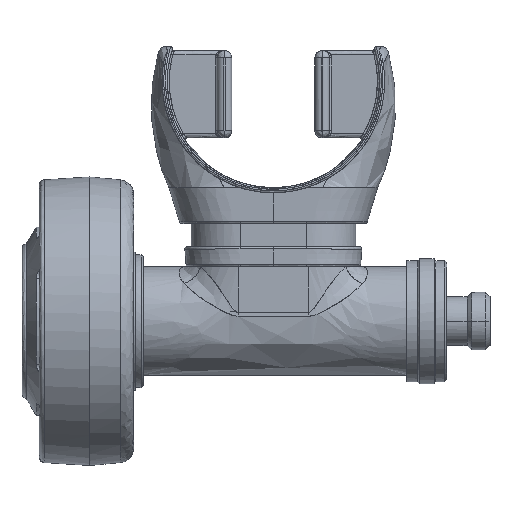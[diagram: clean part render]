
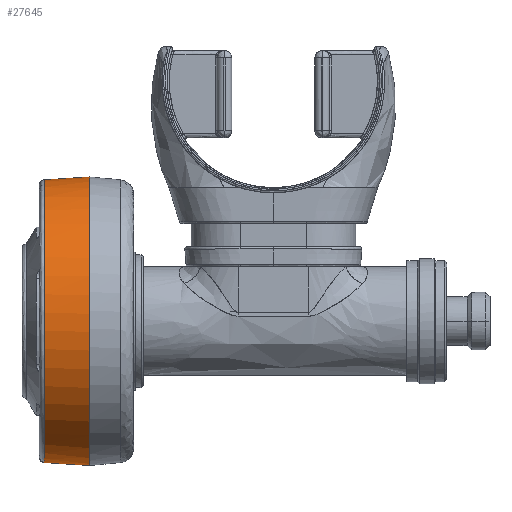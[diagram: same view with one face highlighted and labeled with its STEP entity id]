
A CAD part, front view. The second image highlights one B-rep face of the part: STEP entity #27645.
In plain terms, the highlighted free-form (B-spline) face has degree [2, 1] with [5, 2] control points.
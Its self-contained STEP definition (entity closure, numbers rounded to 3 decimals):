
#27645 = ADVANCED_FACE('',(#27646),#27682,.T.);
#27646 = FACE_BOUND('',#27647,.T.);
#27647 = EDGE_LOOP('',(#27648,#27660,#27667,#27677));
#27648 = ORIENTED_EDGE('',*,*,#27649,.F.);
#27649 = EDGE_CURVE('',#27650,#27652,#27654,.T.);
#27650 = VERTEX_POINT('',#27651);
#27651 = CARTESIAN_POINT('',(-44.602,0.,
    -35.015));
#27652 = VERTEX_POINT('',#27653);
#27653 = CARTESIAN_POINT('',(-44.602,0.,
    35.015));
#27654 = ( BOUNDED_CURVE() B_SPLINE_CURVE(2,(#27655,#27656,#27657,#27658
,#27659),.UNSPECIFIED.,.F.,.F.) B_SPLINE_CURVE_WITH_KNOTS((3,2,3),(
    3.142,4.712,6.283),
.PIECEWISE_BEZIER_KNOTS.) CURVE() GEOMETRIC_REPRESENTATION_ITEM() 
RATIONAL_B_SPLINE_CURVE((1.,0.707,1.,0.707,1.)) 
REPRESENTATION_ITEM('') );
#27655 = CARTESIAN_POINT('',(-44.602,0.,
    -35.015));
#27656 = CARTESIAN_POINT('',(-44.602,-35.015,
    -35.015));
#27657 = CARTESIAN_POINT('',(-44.602,-35.015,
    0.));
#27658 = CARTESIAN_POINT('',(-44.602,-35.015,
    35.015));
#27659 = CARTESIAN_POINT('',(-44.602,0.,
    35.015));
#27660 = ORIENTED_EDGE('',*,*,#27661,.F.);
#27661 = EDGE_CURVE('',#27662,#27650,#27664,.T.);
#27662 = VERTEX_POINT('',#27663);
#27663 = CARTESIAN_POINT('',(-55.584,0.,
    -34.309));
#27664 = B_SPLINE_CURVE_WITH_KNOTS('',1,(#27665,#27666),.UNSPECIFIED.,
  .F.,.F.,(2,2),(0.,10.906),.PIECEWISE_BEZIER_KNOTS.);
#27665 = CARTESIAN_POINT('',(-55.584,0.,-34.309));
#27666 = CARTESIAN_POINT('',(-44.602,0.,-35.015));
#27667 = ORIENTED_EDGE('',*,*,#27668,.F.);
#27668 = EDGE_CURVE('',#27669,#27662,#27671,.T.);
#27669 = VERTEX_POINT('',#27670);
#27670 = CARTESIAN_POINT('',(-55.584,0.,
    34.309));
#27671 = ( BOUNDED_CURVE() B_SPLINE_CURVE(2,(#27672,#27673,#27674,#27675
,#27676),.UNSPECIFIED.,.F.,.F.) B_SPLINE_CURVE_WITH_KNOTS((3,2,3),(0.,
1.571,3.142),.PIECEWISE_BEZIER_KNOTS.) CURVE() 
GEOMETRIC_REPRESENTATION_ITEM() RATIONAL_B_SPLINE_CURVE((1.,
0.707,1.,0.707,1.)) REPRESENTATION_ITEM('') );
#27672 = CARTESIAN_POINT('',(-55.584,0.,
    34.309));
#27673 = CARTESIAN_POINT('',(-55.584,-34.309,
    34.309));
#27674 = CARTESIAN_POINT('',(-55.584,-34.309,
    0.));
#27675 = CARTESIAN_POINT('',(-55.584,-34.309,
    -34.309));
#27676 = CARTESIAN_POINT('',(-55.584,0.,
    -34.309));
#27677 = ORIENTED_EDGE('',*,*,#27678,.F.);
#27678 = EDGE_CURVE('',#27652,#27669,#27679,.T.);
#27679 = B_SPLINE_CURVE_WITH_KNOTS('',1,(#27680,#27681),.UNSPECIFIED.,
  .F.,.F.,(2,2),(0.,10.906),.PIECEWISE_BEZIER_KNOTS.);
#27680 = CARTESIAN_POINT('',(-44.602,0.,35.015));
#27681 = CARTESIAN_POINT('',(-55.584,0.,34.309));
#27682 = ( BOUNDED_SURFACE() B_SPLINE_SURFACE(2,1,(
    (#27683,#27684)
    ,(#27685,#27686)
    ,(#27687,#27688)
    ,(#27689,#27690)
    ,(#27691,#27692
)),.UNSPECIFIED.,.F.,.F.,.F.) B_SPLINE_SURFACE_WITH_KNOTS((3,2,3),(2,2),
  (0.,1.571,3.142),(0.,10.906),
.PIECEWISE_BEZIER_KNOTS.) GEOMETRIC_REPRESENTATION_ITEM() 
RATIONAL_B_SPLINE_SURFACE((
    (1.,1.)
    ,(0.707,0.707)
    ,(1.,1.)
    ,(0.707,0.707)
,(1.,1.))) REPRESENTATION_ITEM('') SURFACE() );
#27683 = CARTESIAN_POINT('',(-55.584,0.,
    -34.309));
#27684 = CARTESIAN_POINT('',(-44.602,0.,
    -35.015));
#27685 = CARTESIAN_POINT('',(-55.584,-34.309,
    -34.309));
#27686 = CARTESIAN_POINT('',(-44.602,-35.015,
    -35.015));
#27687 = CARTESIAN_POINT('',(-55.584,-34.309,
    0.));
#27688 = CARTESIAN_POINT('',(-44.602,-35.015,
    0.));
#27689 = CARTESIAN_POINT('',(-55.584,-34.309,
    34.309));
#27690 = CARTESIAN_POINT('',(-44.602,-35.015,
    35.015));
#27691 = CARTESIAN_POINT('',(-55.584,0.,
    34.309));
#27692 = CARTESIAN_POINT('',(-44.602,0.,
    35.015));
